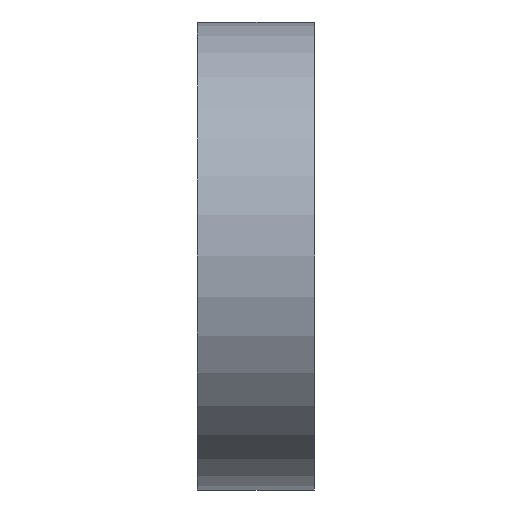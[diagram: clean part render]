
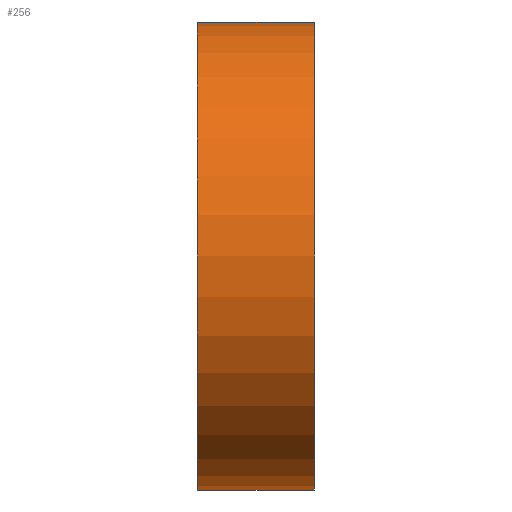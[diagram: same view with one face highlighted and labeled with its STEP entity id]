
A CAD part, left-side view. The second image highlights one B-rep face of the part: STEP entity #256.
In plain terms, the highlighted cylindrical face has radius 50 mm (diameter 100 mm), a partial arc.
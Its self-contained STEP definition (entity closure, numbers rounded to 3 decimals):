
#4 = DIRECTION ( 'NONE',  ( 0., 0., 1. ) ) ;
#10 = DIRECTION ( 'NONE',  ( 0., -1., 0. ) ) ;
#26 = VERTEX_POINT ( 'NONE', #33 ) ;
#29 = EDGE_CURVE ( 'NONE', #232, #386, #332, .T. ) ;
#33 = CARTESIAN_POINT ( 'NONE',  ( -147.424, 0., -50. ) ) ;
#37 = CARTESIAN_POINT ( 'NONE',  ( -147.424, 25., 0. ) ) ;
#74 = DIRECTION ( 'NONE',  ( 0., 1., 0. ) ) ;
#110 = VERTEX_POINT ( 'NONE', #406 ) ;
#119 = FACE_OUTER_BOUND ( 'NONE', #488, .T. ) ;
#132 = DIRECTION ( 'NONE',  ( 0., 0., 1. ) ) ;
#136 = DIRECTION ( 'NONE',  ( 0., -1., 0. ) ) ;
#157 = EDGE_CURVE ( 'NONE', #26, #110, #195, .T. ) ;
#195 = CIRCLE ( 'NONE', #268, 50. ) ;
#206 = LINE ( 'NONE', #293, #404 ) ;
#226 = CARTESIAN_POINT ( 'NONE',  ( -147.424, 25., 0. ) ) ;
#230 = DIRECTION ( 'NONE',  ( 0., -1., 0. ) ) ;
#232 = VERTEX_POINT ( 'NONE', #337 ) ;
#233 = CYLINDRICAL_SURFACE ( 'NONE', #517, 50. ) ;
#240 = CARTESIAN_POINT ( 'NONE',  ( -147.424, 0., 0. ) ) ;
#243 = ORIENTED_EDGE ( 'NONE', *, *, #250, .T. ) ;
#250 = EDGE_CURVE ( 'NONE', #232, #26, #419, .T. ) ;
#256 = ADVANCED_FACE ( 'NONE', ( #119 ), #233, .T. ) ;
#268 = AXIS2_PLACEMENT_3D ( 'NONE', #240, #364, #4 ) ;
#292 = ORIENTED_EDGE ( 'NONE', *, *, #157, .T. ) ;
#293 = CARTESIAN_POINT ( 'NONE',  ( -147.424, 25., 50. ) ) ;
#294 = CARTESIAN_POINT ( 'NONE',  ( -147.424, 25., 50. ) ) ;
#299 = ORIENTED_EDGE ( 'NONE', *, *, #29, .F. ) ;
#300 = DIRECTION ( 'NONE',  ( 0., 0., -1. ) ) ;
#322 = ORIENTED_EDGE ( 'NONE', *, *, #497, .F. ) ;
#324 = VECTOR ( 'NONE', #10, 1000. ) ;
#332 = CIRCLE ( 'NONE', #359, 50. ) ;
#337 = CARTESIAN_POINT ( 'NONE',  ( -147.424, 25., -50. ) ) ;
#359 = AXIS2_PLACEMENT_3D ( 'NONE', #37, #74, #132 ) ;
#364 = DIRECTION ( 'NONE',  ( 0., 1., 0. ) ) ;
#386 = VERTEX_POINT ( 'NONE', #294 ) ;
#404 = VECTOR ( 'NONE', #136, 1000. ) ;
#406 = CARTESIAN_POINT ( 'NONE',  ( -147.424, 0., 50. ) ) ;
#412 = CARTESIAN_POINT ( 'NONE',  ( -147.424, 25., -50. ) ) ;
#419 = LINE ( 'NONE', #412, #324 ) ;
#488 = EDGE_LOOP ( 'NONE', ( #322, #299, #243, #292 ) ) ;
#497 = EDGE_CURVE ( 'NONE', #386, #110, #206, .T. ) ;
#517 = AXIS2_PLACEMENT_3D ( 'NONE', #226, #230, #300 ) ;
